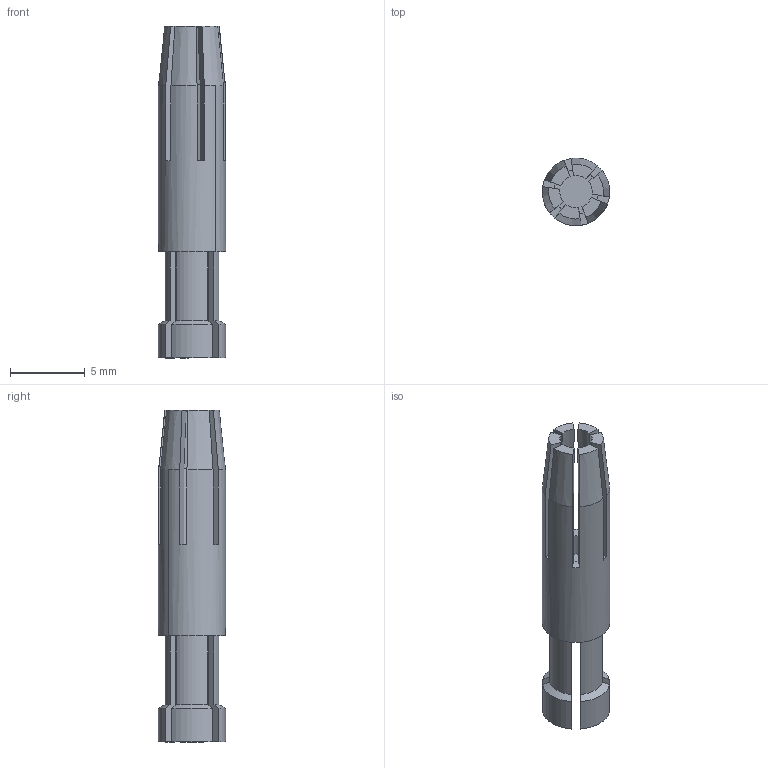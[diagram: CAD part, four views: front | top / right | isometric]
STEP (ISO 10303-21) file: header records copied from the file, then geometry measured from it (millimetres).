
FILE_DESCRIPTION(('Creo Elements/Direct Modeling STEP Export'),'2;1');
FILE_NAME('0lndrr04d35iq8c344','2017-10-06T11:11:18',(''),(''),'PTC Creo Elements/Direct Modeling STEP processor for AP214 (Solid Model)','PTC Creo Elements/Direct Modeling 19.0B 21-Mar-2015 (C) Parametric Technology GmbH','');
FILE_SCHEMA(('AUTOMOTIVE_DESIGN { 1 0 10303 214 1 1 1 1 }'));
Length unit declared in the file: millimetre
Products named in the file (2): CCFFA
Assembly tree (1 placements, depth 2):
  CCFFA
    CCFFA
Bounding box: 4.5 x 4.5 x 22.2 mm (x, y, z)
Volume: 180.6 mm3; surface area: 529.3 mm2
Topology: 1 solids, 1 shells, 69 faces, 199 edges, 133 vertices
Faces by surface type: plane 39, cone 16, cylinder 14
Entity records: 2157 total; most frequent: CARTESIAN_POINT 445, ORIENTED_EDGE 398, DIRECTION 298, EDGE_CURVE 199, VERTEX_POINT 133, VECTOR 118, LINE 118, AXIS2_PLACEMENT_3D 90
